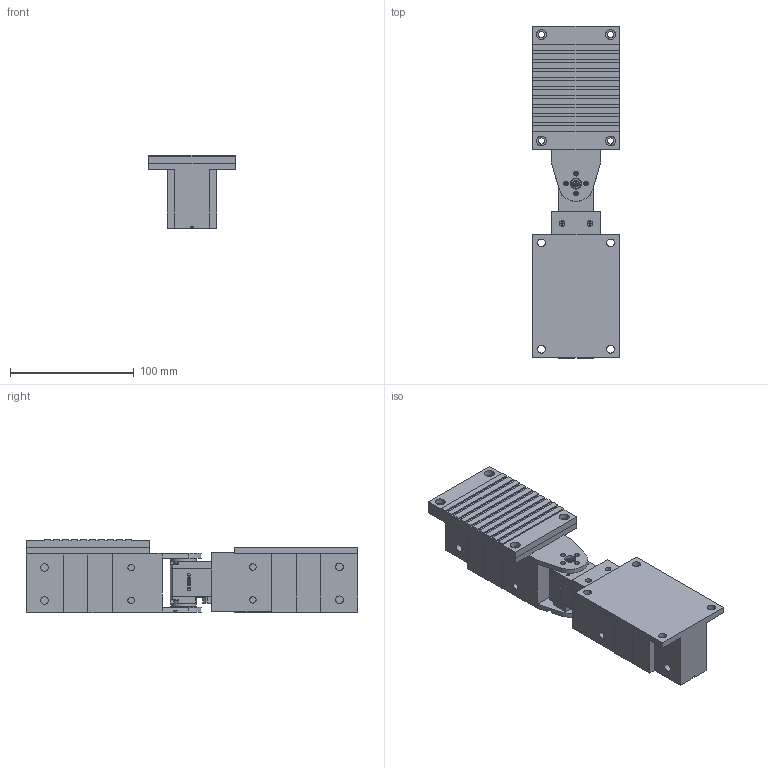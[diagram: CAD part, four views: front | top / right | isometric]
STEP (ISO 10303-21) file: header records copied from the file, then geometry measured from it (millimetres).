
FILE_DESCRIPTION(/* description */ (''),/* implementation_level */ '2;1');
FILE_NAME(/* name */ 'Snake assembly v30 (3).step',/* time_stamp */ '2024-03-14T16:16:56+02:00',/* author */ (''),/* organization */ (''),/* preprocessor_version */ 'ST-DEVELOPER v20',/* originating_system */ 'Autodesk Translation Framework v12.20.1.177',/* authorisation */ '');
FILE_SCHEMA (('AUTOMOTIVE_DESIGN { 1 0 10303 214 3 1 1 }'));
Length unit declared in the file: millimetre
Products named in the file (13): (Unsaved); Snake assembly v30 (3); XL430_W250_T v6; Part1^XL430_W250_T; Part2^XL430_W250_T; Part3^XL430_W250_T; Part4^XL430_W250_T; countersunk flat head cross recess screw_din_DIN EN ISO 7046-1 - M2.5
 x 10 - Z - 10N; Part3^XL430_W250_T(Mirror); Servo arm connector; Servo back connector; Snake body link; Scales parallel lines
Assembly tree (21 placements, depth 4):
  (Unsaved)
    Snake assembly v30 (3)
      XL430_W250_T v6
        Part1^XL430_W250_T
        Part2^XL430_W250_T
        Part3^XL430_W250_T
        Part4^XL430_W250_T
        countersunk flat head cross recess screw_din_DIN EN ISO 7046-1 - M2.5
 x 10 - Z - 10N  x9
        Part3^XL430_W250_T(Mirror)
      Servo arm connector
      Servo back connector
      Snake body link  x2
      Scales parallel lines
Bounding box: 70 x 268.49 x 59.6 mm (x, y, z)
Volume: 544348.7 mm3; surface area: 131835.3 mm2
Topology: 20 solids, 20 shells, 954 faces, 2321 edges, 1498 vertices
Faces by surface type: plane 644, cylinder 180, cone 113, torus 9, bspline 8
Full cylindrical faces by diameter (mm): 1.6 x24, 2.1 x16, 2.5 x22, 2.9 x11, 3.7 x8, 4.6 x4, 4.7 x9, 5 x4, 5.3 x8, 6.3 x24, 8 x4, 8.1 x3, 8.944 x2
Entity records: 19604 total; most frequent: CARTESIAN_POINT 3608, DIRECTION 3211, ORIENTED_EDGE 3090, EDGE_CURVE 1545, LINE 1145, VECTOR 1145, AXIS2_PLACEMENT_3D 1033, VERTEX_POINT 1032
